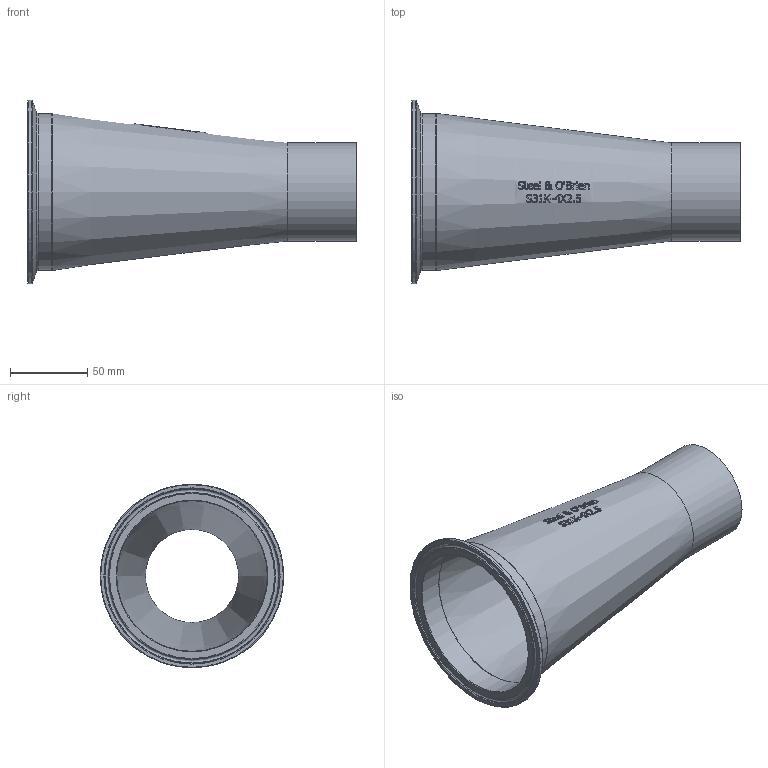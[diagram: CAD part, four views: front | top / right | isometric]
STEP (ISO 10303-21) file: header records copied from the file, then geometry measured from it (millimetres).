
FILE_DESCRIPTION(/* description */ (''),/* implementation_level */ '2;1');
FILE_NAME(/* name */ 'S31K-4X25.stp',/* time_stamp */ '2018-12-03T10:11:47-05:00',/* author */ ('rick'),/* organization */ (''),/* preprocessor_version */ 'ST-DEVELOPER v15.2',/* originating_system */ 'Autodesk Inventor 2014',/* authorisation */ '');
FILE_SCHEMA (('AUTOMOTIVE_DESIGN { 1 0 10303 214 3 1 1 }'));
Length unit declared in the file: inch
Products named in the file (1): S31K-4X25
Bounding box: 212.72 x 118.92 x 118.92 mm (x, y, z)
Volume: 109943.2 mm3; surface area: 111885.1 mm2
Topology: 1 solids, 1 shells, 397 faces, 1065 edges, 706 vertices
Faces by surface type: bspline 179, plane 166, cone 38, torus 9, cylinder 5
Full cylindrical faces by diameter (mm): 60.198 x1, 63.5 x1, 97.384 x1, 101.6 x1, 118.923 x1
Entity records: 15533 total; most frequent: CARTESIAN_POINT 6664, ORIENTED_EDGE 2088, DIRECTION 1316, EDGE_CURVE 1044, VERTEX_POINT 704, LINE 482, VECTOR 482, EDGE_LOOP 454
